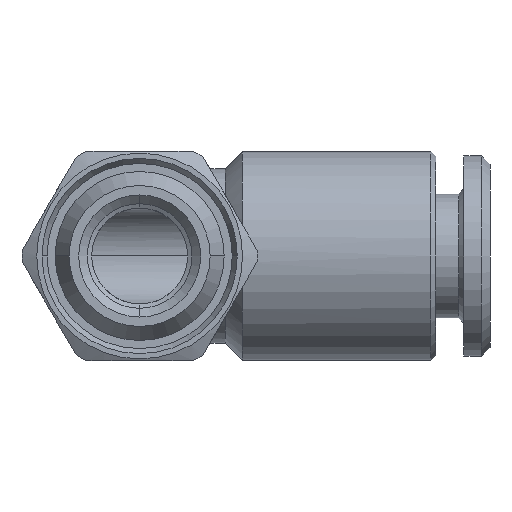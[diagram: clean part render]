
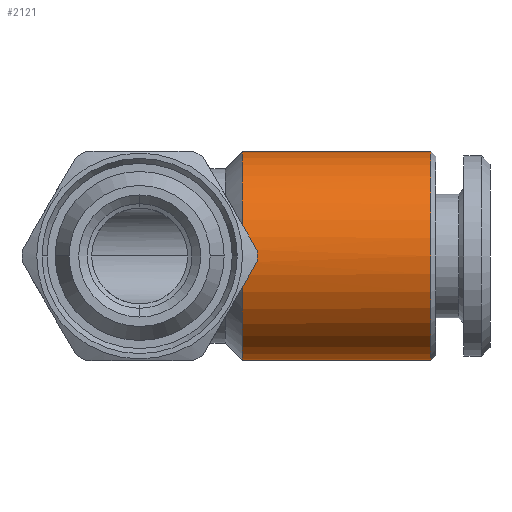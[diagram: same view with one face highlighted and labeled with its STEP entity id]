
A CAD part, front view. The second image highlights one B-rep face of the part: STEP entity #2121.
In plain terms, the highlighted cylindrical face has radius 6 mm (diameter 12 mm), a partial arc.
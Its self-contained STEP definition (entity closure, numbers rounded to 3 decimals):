
#395 = CARTESIAN_POINT ( 'NONE',  ( 16.7, 0., -6. ) ) ;
#396 = CARTESIAN_POINT ( 'NONE',  ( 5.9, 0., 6. ) ) ;
#406 = CARTESIAN_POINT ( 'NONE',  ( 16.7, 0., 6. ) ) ;
#411 = DIRECTION ( 'NONE',  ( 0., 0., 1. ) ) ;
#412 = DIRECTION ( 'NONE',  ( -1., 0., 0. ) ) ;
#413 = CARTESIAN_POINT ( 'NONE',  ( 5.9, 0., 0. ) ) ;
#414 = AXIS2_PLACEMENT_3D ( 'NONE', #413, #412, #411 ) ;
#446 = CIRCLE ( 'NONE', #414, 6. ) ;
#479 = CARTESIAN_POINT ( 'NONE',  ( 5.9, 0., -6. ) ) ;
#487 = CARTESIAN_POINT ( 'NONE',  ( 5.9, -5.9, -1.091 ) ) ;
#501 = DIRECTION ( 'NONE',  ( -1., 0., 0. ) ) ;
#502 = VECTOR ( 'NONE', #501, 1000. ) ;
#503 = CARTESIAN_POINT ( 'NONE',  ( -3.45, 0., -6. ) ) ;
#542 = LINE ( 'NONE', #503, #502 ) ;
#576 = DIRECTION ( 'NONE',  ( -1., 0., 0. ) ) ;
#577 = LINE ( 'NONE', #621, #590 ) ;
#590 = VECTOR ( 'NONE', #576, 1000. ) ;
#621 = CARTESIAN_POINT ( 'NONE',  ( -3.45, 0., 6. ) ) ;
#799 = CARTESIAN_POINT ( 'NONE',  ( 6.034, -6.034, 0.368 ) ) ;
#800 = CARTESIAN_POINT ( 'NONE',  ( 5.9, -5.9, -1.091 ) ) ;
#801 = CARTESIAN_POINT ( 'NONE',  ( 6.034, -6.034, -0.368 ) ) ;
#809 =( BOUNDED_CURVE ( )  B_SPLINE_CURVE ( 3, ( #813, #799, #801, #800 ),
 .UNSPECIFIED., .F., .F. ) 
 B_SPLINE_CURVE_WITH_KNOTS ( ( 4, 4 ),
 ( 6.1, 6.466 ),
 .UNSPECIFIED. ) 
 CURVE ( )  GEOMETRIC_REPRESENTATION_ITEM ( )  RATIONAL_B_SPLINE_CURVE ( ( 1., 0.989, 0.989, 1. ) ) 
 REPRESENTATION_ITEM ( '' )  );
#813 = CARTESIAN_POINT ( 'NONE',  ( 5.9, -5.9, 1.091 ) ) ;
#819 = DIRECTION ( 'NONE',  ( 0., 0., 1. ) ) ;
#820 = CARTESIAN_POINT ( 'NONE',  ( -3.45, 0., 0. ) ) ;
#822 = FACE_OUTER_BOUND ( 'NONE', #2155, .T. ) ;
#832 = CYLINDRICAL_SURFACE ( 'NONE', #833, 6. ) ;
#833 = AXIS2_PLACEMENT_3D ( 'NONE', #820, #842, #819 ) ;
#842 = DIRECTION ( 'NONE',  ( -1., 0., 0. ) ) ;
#861 = CARTESIAN_POINT ( 'NONE',  ( 5.9, -5.9, 1.091 ) ) ;
#912 = CARTESIAN_POINT ( 'NONE',  ( 16.7, 0., 0. ) ) ;
#929 = DIRECTION ( 'NONE',  ( 0., 0., 1. ) ) ;
#935 = DIRECTION ( 'NONE',  ( -1., 0., 0. ) ) ;
#944 = AXIS2_PLACEMENT_3D ( 'NONE', #912, #935, #929 ) ;
#1461 = CIRCLE ( 'NONE', #944, 6. ) ;
#1571 = VERTEX_POINT ( 'NONE', #395 ) ;
#1614 = VERTEX_POINT ( 'NONE', #396 ) ;
#1619 = VERTEX_POINT ( 'NONE', #406 ) ;
#1627 = EDGE_CURVE ( 'NONE', #1666, #1654, #446, .T. ) ;
#1643 = DIRECTION ( 'NONE',  ( -1., 0., 0. ) ) ;
#1644 = CARTESIAN_POINT ( 'NONE',  ( 5.9, 0., 0. ) ) ;
#1645 = AXIS2_PLACEMENT_3D ( 'NONE', #1644, #1643, #1674 ) ;
#1654 = VERTEX_POINT ( 'NONE', #487 ) ;
#1658 = CIRCLE ( 'NONE', #1645, 6. ) ;
#1666 = VERTEX_POINT ( 'NONE', #479 ) ;
#1674 = DIRECTION ( 'NONE',  ( 0., 0., 1. ) ) ;
#1708 = EDGE_CURVE ( 'NONE', #1571, #1666, #542, .T. ) ;
#1749 = EDGE_CURVE ( 'NONE', #1619, #1614, #577, .T. ) ;
#2102 = VERTEX_POINT ( 'NONE', #861 ) ;
#2115 = EDGE_CURVE ( 'NONE', #2102, #1654, #809, .T. ) ;
#2121 = ADVANCED_FACE ( 'NONE', ( #822 ), #832, .T. ) ;
#2140 = ORIENTED_EDGE ( 'NONE', *, *, #1749, .T. ) ;
#2155 = EDGE_LOOP ( 'NONE', ( #2162, #2202, #2140, #2186, #2218, #2168 ) ) ;
#2158 = EDGE_CURVE ( 'NONE', #1571, #1619, #1461, .T. ) ;
#2162 = ORIENTED_EDGE ( 'NONE', *, *, #1708, .F. ) ;
#2168 = ORIENTED_EDGE ( 'NONE', *, *, #1627, .F. ) ;
#2186 = ORIENTED_EDGE ( 'NONE', *, *, #2217, .F. ) ;
#2202 = ORIENTED_EDGE ( 'NONE', *, *, #2158, .T. ) ;
#2217 = EDGE_CURVE ( 'NONE', #2102, #1614, #1658, .T. ) ;
#2218 = ORIENTED_EDGE ( 'NONE', *, *, #2115, .T. ) ;
